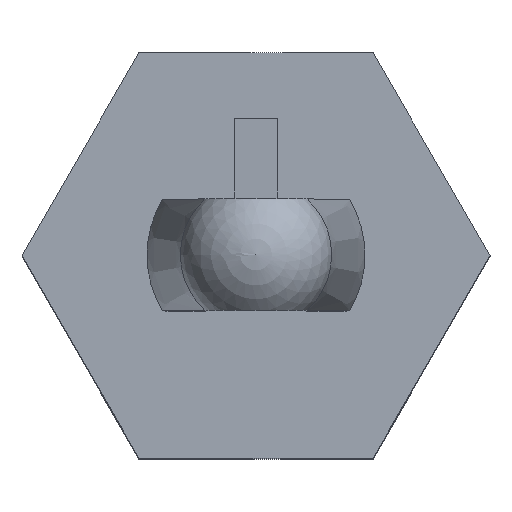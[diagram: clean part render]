
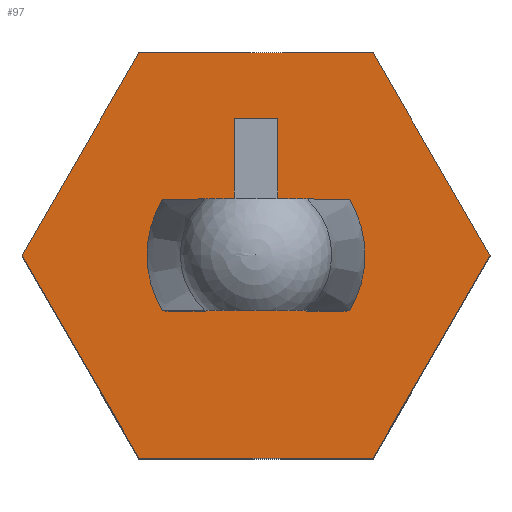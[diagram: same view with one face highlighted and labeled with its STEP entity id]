
A CAD part, top view. The second image highlights one B-rep face of the part: STEP entity #97.
In plain terms, the highlighted planar face has unit normal (0, 0, 1).
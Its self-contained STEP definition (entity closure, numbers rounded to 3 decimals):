
#97 = ADVANCED_FACE( '', ( #242, #243, #244 ), #245, .F. );
#242 = FACE_BOUND( '', #438, .T. );
#243 = FACE_BOUND( '', #439, .T. );
#244 = FACE_OUTER_BOUND( '', #440, .T. );
#245 = PLANE( '', #441 );
#438 = EDGE_LOOP( '', ( #668, #669, #670, #671 ) );
#439 = EDGE_LOOP( '', ( #672, #673, #674, #675 ) );
#440 = EDGE_LOOP( '', ( #676, #677, #678, #679, #680, #681 ) );
#441 = AXIS2_PLACEMENT_3D( '', #682, #683, #684 );
#668 = ORIENTED_EDGE( '', *, *, #1204, .T. );
#669 = ORIENTED_EDGE( '', *, *, #1201, .T. );
#670 = ORIENTED_EDGE( '', *, *, #1205, .T. );
#671 = ORIENTED_EDGE( '', *, *, #1206, .T. );
#672 = ORIENTED_EDGE( '', *, *, #1207, .T. );
#673 = ORIENTED_EDGE( '', *, *, #1208, .T. );
#674 = ORIENTED_EDGE( '', *, *, #1209, .F. );
#675 = ORIENTED_EDGE( '', *, *, #1210, .T. );
#676 = ORIENTED_EDGE( '', *, *, #1211, .F. );
#677 = ORIENTED_EDGE( '', *, *, #1183, .F. );
#678 = ORIENTED_EDGE( '', *, *, #1212, .F. );
#679 = ORIENTED_EDGE( '', *, *, #1213, .F. );
#680 = ORIENTED_EDGE( '', *, *, #1193, .F. );
#681 = ORIENTED_EDGE( '', *, *, #1174, .F. );
#682 = CARTESIAN_POINT( '', ( 0., 0., 12.8 ) );
#683 = DIRECTION( '', ( 0., 0., -1. ) );
#684 = DIRECTION( '', ( -1., 0., 0. ) );
#1174 = EDGE_CURVE( '', #1399, #1401, #1402, .T. );
#1183 = EDGE_CURVE( '', #1416, #1409, #1418, .T. );
#1193 = EDGE_CURVE( '', #1401, #1429, #1435, .T. );
#1201 = EDGE_CURVE( '', #1448, #1446, #1449, .T. );
#1204 = EDGE_CURVE( '', #1452, #1448, #1453, .T. );
#1205 = EDGE_CURVE( '', #1446, #1454, #1455, .T. );
#1206 = EDGE_CURVE( '', #1454, #1452, #1456, .T. );
#1207 = EDGE_CURVE( '', #1457, #1458, #1459, .T. );
#1208 = EDGE_CURVE( '', #1458, #1460, #1461, .T. );
#1209 = EDGE_CURVE( '', #1462, #1460, #1463, .T. );
#1210 = EDGE_CURVE( '', #1462, #1457, #1464, .T. );
#1211 = EDGE_CURVE( '', #1409, #1399, #1465, .T. );
#1212 = EDGE_CURVE( '', #1466, #1416, #1467, .T. );
#1213 = EDGE_CURVE( '', #1429, #1466, #1468, .T. );
#1399 = VERTEX_POINT( '', #1720 );
#1401 = VERTEX_POINT( '', #1723 );
#1402 = LINE( '', #1724, #1725 );
#1409 = VERTEX_POINT( '', #1735 );
#1416 = VERTEX_POINT( '', #1745 );
#1418 = LINE( '', #1748, #1749 );
#1429 = VERTEX_POINT( '', #1764 );
#1435 = LINE( '', #1773, #1774 );
#1446 = VERTEX_POINT( '', #1789 );
#1448 = VERTEX_POINT( '', #1792 );
#1449 = LINE( '', #1793, #1794 );
#1452 = VERTEX_POINT( '', #1798 );
#1453 = LINE( '', #1799, #1800 );
#1454 = VERTEX_POINT( '', #1801 );
#1455 = LINE( '', #1802, #1803 );
#1456 = CIRCLE( '', #1804, 2. );
#1457 = VERTEX_POINT( '', #1805 );
#1458 = VERTEX_POINT( '', #1806 );
#1459 = CIRCLE( '', #1807, 2. );
#1460 = VERTEX_POINT( '', #1808 );
#1461 = LINE( '', #1809, #1810 );
#1462 = VERTEX_POINT( '', #1811 );
#1463 = LINE( '', #1812, #1813 );
#1464 = LINE( '', #1814, #1815 );
#1465 = LINE( '', #1816, #1817 );
#1466 = VERTEX_POINT( '', #1818 );
#1467 = LINE( '', #1819, #1820 );
#1468 = LINE( '', #1821, #1822 );
#1720 = CARTESIAN_POINT( '', ( 2.309, -4., 12.8 ) );
#1723 = CARTESIAN_POINT( '', ( -2.309, -4., 12.8 ) );
#1724 = CARTESIAN_POINT( '', ( 2.309, -4., 12.8 ) );
#1725 = VECTOR( '', #2194, 1000. );
#1735 = CARTESIAN_POINT( '', ( 4.619, 0., 12.8 ) );
#1745 = CARTESIAN_POINT( '', ( 2.309, 4., 12.8 ) );
#1748 = CARTESIAN_POINT( '', ( 2.309, 4., 12.8 ) );
#1749 = VECTOR( '', #2202, 1000. );
#1764 = CARTESIAN_POINT( '', ( -4.619, 0., 12.8 ) );
#1773 = CARTESIAN_POINT( '', ( -4.619, 0., 12.8 ) );
#1774 = VECTOR( '', #2210, 1000. );
#1789 = CARTESIAN_POINT( '', ( 1., 1.1, 12.8 ) );
#1792 = CARTESIAN_POINT( '', ( 1., -1.1, 12.8 ) );
#1793 = CARTESIAN_POINT( '', ( 1., -1.1, 12.8 ) );
#1794 = VECTOR( '', #2216, 1000. );
#1798 = CARTESIAN_POINT( '', ( 1.67, -1.1, 12.8 ) );
#1799 = CARTESIAN_POINT( '', ( 2.15, -1.1, 12.8 ) );
#1800 = VECTOR( '', #2218, 1000. );
#1801 = CARTESIAN_POINT( '', ( 1.67, 1.1, 12.8 ) );
#1802 = CARTESIAN_POINT( '', ( -2.15, 1.1, 12.8 ) );
#1803 = VECTOR( '', #2219, 1000. );
#1804 = AXIS2_PLACEMENT_3D( '', #2220, #2221, #2222 );
#1805 = CARTESIAN_POINT( '', ( -1.67, -1.1, 12.8 ) );
#1806 = CARTESIAN_POINT( '', ( -1.67, 1.1, 12.8 ) );
#1807 = AXIS2_PLACEMENT_3D( '', #2223, #2224, #2225 );
#1808 = CARTESIAN_POINT( '', ( -1., 1.1, 12.8 ) );
#1809 = CARTESIAN_POINT( '', ( -2.15, 1.1, 12.8 ) );
#1810 = VECTOR( '', #2226, 1000. );
#1811 = CARTESIAN_POINT( '', ( -1., -1.1, 12.8 ) );
#1812 = CARTESIAN_POINT( '', ( -1., -1.1, 12.8 ) );
#1813 = VECTOR( '', #2227, 1000. );
#1814 = CARTESIAN_POINT( '', ( 2.15, -1.1, 12.8 ) );
#1815 = VECTOR( '', #2228, 1000. );
#1816 = CARTESIAN_POINT( '', ( 4.619, 0., 12.8 ) );
#1817 = VECTOR( '', #2229, 1000. );
#1818 = CARTESIAN_POINT( '', ( -2.309, 4., 12.8 ) );
#1819 = CARTESIAN_POINT( '', ( -2.309, 4., 12.8 ) );
#1820 = VECTOR( '', #2230, 1000. );
#1821 = CARTESIAN_POINT( '', ( -2.309, 4., 12.8 ) );
#1822 = VECTOR( '', #2231, 1000. );
#2194 = DIRECTION( '', ( -1., 0., 0. ) );
#2202 = DIRECTION( '', ( 0.5, -0.866, 0. ) );
#2210 = DIRECTION( '', ( -0.5, 0.866, 0. ) );
#2216 = DIRECTION( '', ( 0., 1., 0. ) );
#2218 = DIRECTION( '', ( -1., 0., 0. ) );
#2219 = DIRECTION( '', ( 1., 0., 0. ) );
#2220 = CARTESIAN_POINT( '', ( 0., 0., 12.8 ) );
#2221 = DIRECTION( '', ( 0., 0., -1. ) );
#2222 = DIRECTION( '', ( -1., 0., 0. ) );
#2223 = CARTESIAN_POINT( '', ( 0., 0., 12.8 ) );
#2224 = DIRECTION( '', ( 0., 0., -1. ) );
#2225 = DIRECTION( '', ( -1., 0., 0. ) );
#2226 = DIRECTION( '', ( 1., 0., 0. ) );
#2227 = DIRECTION( '', ( 0., 1., 0. ) );
#2228 = DIRECTION( '', ( -1., 0., 0. ) );
#2229 = DIRECTION( '', ( -0.5, -0.866, 0. ) );
#2230 = DIRECTION( '', ( 1., 0., 0. ) );
#2231 = DIRECTION( '', ( 0.5, 0.866, 0. ) );
